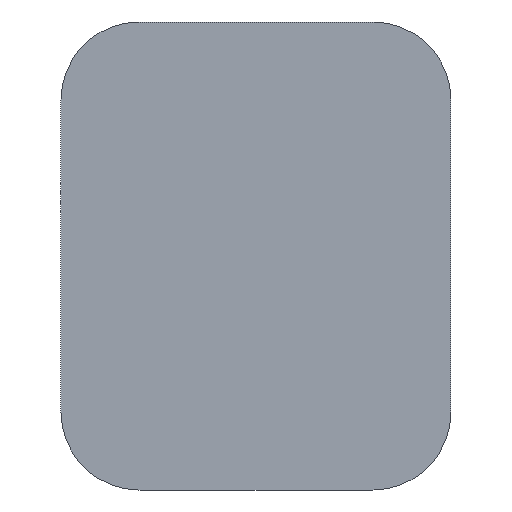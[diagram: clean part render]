
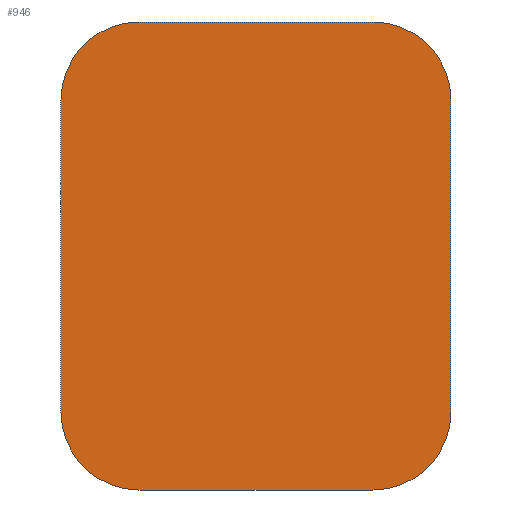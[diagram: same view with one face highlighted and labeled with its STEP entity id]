
A CAD part, front view. The second image highlights one B-rep face of the part: STEP entity #946.
In plain terms, the highlighted planar face has unit normal (0, -1, 0).
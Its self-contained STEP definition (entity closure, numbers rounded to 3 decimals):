
#66=PLANE('',#1059);
#125=FACE_OUTER_BOUND('',#181,.T.);
#181=EDGE_LOOP('',(#876,#877,#878,#879,#880,#881,#882,#883));
#202=LINE('',#1466,#284);
#217=LINE('',#1503,#299);
#262=LINE('',#1658,#344);
#263=LINE('',#1660,#345);
#284=VECTOR('',#1154,10.);
#299=VECTOR('',#1185,10.);
#344=VECTOR('',#1336,10.);
#345=VECTOR('',#1339,10.);
#369=CIRCLE('',#993,5.);
#372=CIRCLE('',#999,5.);
#374=CIRCLE('',#1003,5.);
#375=CIRCLE('',#1006,5.);
#422=VERTEX_POINT('',#1449);
#423=VERTEX_POINT('',#1451);
#428=VERTEX_POINT('',#1465);
#436=VERTEX_POINT('',#1484);
#440=VERTEX_POINT('',#1496);
#441=VERTEX_POINT('',#1498);
#442=VERTEX_POINT('',#1502);
#447=VERTEX_POINT('',#1516);
#514=EDGE_CURVE('',#422,#423,#369,.T.);
#521=EDGE_CURVE('',#428,#423,#202,.T.);
#531=EDGE_CURVE('',#428,#436,#372,.T.);
#538=EDGE_CURVE('',#440,#441,#374,.T.);
#540=EDGE_CURVE('',#442,#441,#217,.T.);
#548=EDGE_CURVE('',#442,#447,#375,.T.);
#610=EDGE_CURVE('',#422,#447,#262,.T.);
#611=EDGE_CURVE('',#440,#436,#263,.T.);
#876=ORIENTED_EDGE('',*,*,#514,.F.);
#877=ORIENTED_EDGE('',*,*,#610,.T.);
#878=ORIENTED_EDGE('',*,*,#548,.F.);
#879=ORIENTED_EDGE('',*,*,#540,.T.);
#880=ORIENTED_EDGE('',*,*,#538,.F.);
#881=ORIENTED_EDGE('',*,*,#611,.T.);
#882=ORIENTED_EDGE('',*,*,#531,.F.);
#883=ORIENTED_EDGE('',*,*,#521,.T.);
#946=ADVANCED_FACE('',(#125),#66,.F.);
#993=AXIS2_PLACEMENT_3D('',#1452,#1141,#1142);
#999=AXIS2_PLACEMENT_3D('',#1485,#1167,#1168);
#1003=AXIS2_PLACEMENT_3D('',#1499,#1180,#1181);
#1006=AXIS2_PLACEMENT_3D('',#1517,#1195,#1196);
#1059=AXIS2_PLACEMENT_3D('',#1661,#1340,#1341);
#1141=DIRECTION('center_axis',(0.,1.,0.));
#1142=DIRECTION('ref_axis',(-0.707,0.,0.707));
#1154=DIRECTION('',(-1.,0.,0.));
#1167=DIRECTION('center_axis',(0.,1.,0.));
#1168=DIRECTION('ref_axis',(0.707,0.,0.707));
#1180=DIRECTION('center_axis',(0.,1.,0.));
#1181=DIRECTION('ref_axis',(0.707,0.,-0.707));
#1185=DIRECTION('',(1.,0.,0.));
#1195=DIRECTION('center_axis',(0.,1.,0.));
#1196=DIRECTION('ref_axis',(-0.707,0.,-0.707));
#1336=DIRECTION('',(0.,0.,-1.));
#1339=DIRECTION('',(0.,0.,1.));
#1340=DIRECTION('center_axis',(0.,1.,0.));
#1341=DIRECTION('ref_axis',(1.,0.,0.));
#1449=CARTESIAN_POINT('',(-12.5,0.,10.));
#1451=CARTESIAN_POINT('',(-7.5,0.,15.));
#1452=CARTESIAN_POINT('Origin',(-7.5,0.,10.));
#1465=CARTESIAN_POINT('',(7.5,0.,15.));
#1466=CARTESIAN_POINT('',(12.5,0.,15.));
#1484=CARTESIAN_POINT('',(12.5,0.,10.));
#1485=CARTESIAN_POINT('Origin',(7.5,0.,10.));
#1496=CARTESIAN_POINT('',(12.5,0.,-10.));
#1498=CARTESIAN_POINT('',(7.5,0.,-15.));
#1499=CARTESIAN_POINT('Origin',(7.5,0.,-10.));
#1502=CARTESIAN_POINT('',(-7.5,0.,-15.));
#1503=CARTESIAN_POINT('',(-12.5,0.,-15.));
#1516=CARTESIAN_POINT('',(-12.5,0.,-10.));
#1517=CARTESIAN_POINT('Origin',(-7.5,0.,-10.));
#1658=CARTESIAN_POINT('',(-12.5,0.,15.));
#1660=CARTESIAN_POINT('',(12.5,0.,-15.));
#1661=CARTESIAN_POINT('Origin',(0.,0.,0.));
